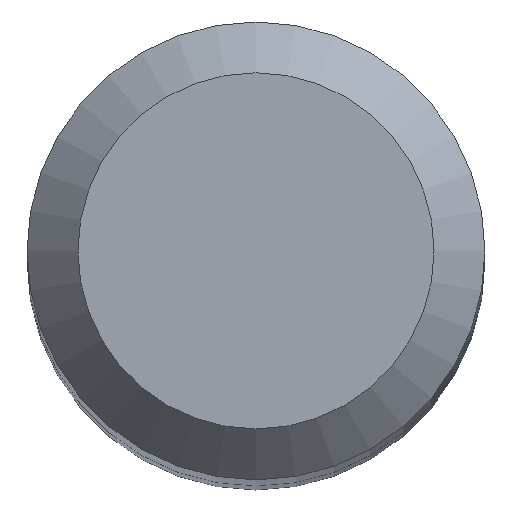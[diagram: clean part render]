
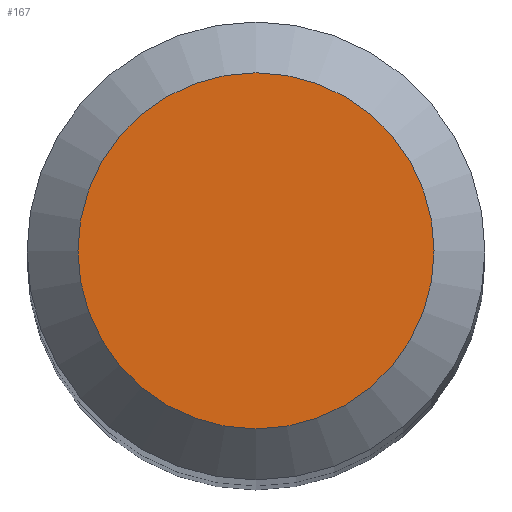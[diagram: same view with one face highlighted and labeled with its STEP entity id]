
A CAD part, top view. The second image highlights one B-rep face of the part: STEP entity #167.
In plain terms, the highlighted planar face has unit normal (0, 0, 1).
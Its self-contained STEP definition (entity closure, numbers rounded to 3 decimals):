
#44 = DIRECTION ( 'NONE',  ( 0., 1., 0. ) ) ;
#51 = CIRCLE ( 'NONE', #121, 1.75 ) ;
#58 = DIRECTION ( 'NONE',  ( 0., 1., 0. ) ) ;
#76 = CARTESIAN_POINT ( 'NONE',  ( 0., 1.75, 58. ) ) ;
#90 = DIRECTION ( 'NONE',  ( 0., 0., -1. ) ) ;
#101 = EDGE_CURVE ( 'NONE', #161, #161, #51, .T. ) ;
#106 = AXIS2_PLACEMENT_3D ( 'NONE', #181, #90, #44 ) ;
#108 = EDGE_LOOP ( 'NONE', ( #141 ) ) ;
#121 = AXIS2_PLACEMENT_3D ( 'NONE', #178, #146, #58 ) ;
#141 = ORIENTED_EDGE ( 'NONE', *, *, #101, .F. ) ;
#146 = DIRECTION ( 'NONE',  ( 0., 0., -1. ) ) ;
#148 = FACE_OUTER_BOUND ( 'NONE', #108, .T. ) ;
#161 = VERTEX_POINT ( 'NONE', #76 ) ;
#167 = ADVANCED_FACE ( 'NONE', ( #148 ), #189, .F. ) ;
#178 = CARTESIAN_POINT ( 'NONE',  ( 0., 0., 58. ) ) ;
#181 = CARTESIAN_POINT ( 'NONE',  ( 0., 0., 58. ) ) ;
#189 = PLANE ( 'NONE',  #106 ) ;
